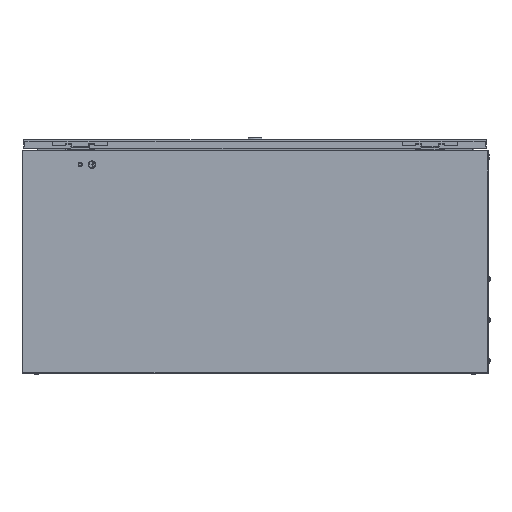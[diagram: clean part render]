
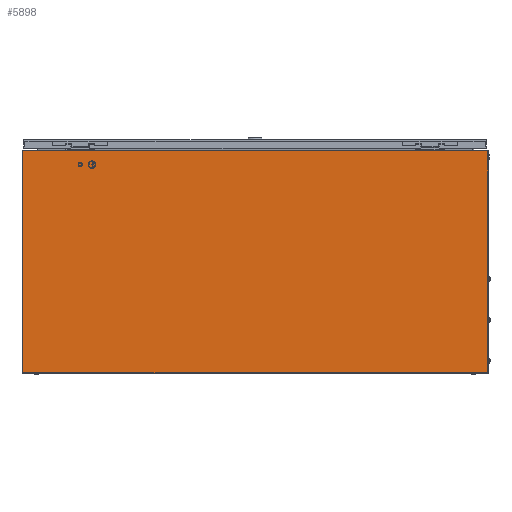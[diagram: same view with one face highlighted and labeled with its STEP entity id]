
A CAD part, left-side view. The second image highlights one B-rep face of the part: STEP entity #5898.
In plain terms, the highlighted planar face has unit normal (-1, 0, 0).
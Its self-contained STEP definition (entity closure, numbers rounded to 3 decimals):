
#5898 = ADVANCED_FACE ( 'NONE', ( #29807 ), #65584, .F. ) ;
#10187 = EDGE_CURVE ( 'NONE', #13323, #69650, #43348, .T. ) ;
#13323 = VERTEX_POINT ( 'NONE', #29929 ) ;
#18240 = ORIENTED_EDGE ( 'NONE', *, *, #55344, .F. ) ;
#19154 = DIRECTION ( 'NONE',  ( 0., 0., -1. ) ) ;
#20033 = CARTESIAN_POINT ( 'NONE',  ( 0., 800., 383. ) ) ;
#22927 = CARTESIAN_POINT ( 'NONE',  ( 0., 0., 383. ) ) ;
#23824 = LINE ( 'NONE', #60066, #76076 ) ;
#24019 = ORIENTED_EDGE ( 'NONE', *, *, #28193, .T. ) ;
#25278 = VERTEX_POINT ( 'NONE', #57450 ) ;
#28193 = EDGE_CURVE ( 'NONE', #88860, #13323, #81967, .T. ) ;
#29807 = FACE_OUTER_BOUND ( 'NONE', #69127, .T. ) ;
#29929 = CARTESIAN_POINT ( 'NONE',  ( 0., 800., 0. ) ) ;
#29967 = VECTOR ( 'NONE', #19154, 1000. ) ;
#38492 = EDGE_CURVE ( 'NONE', #25278, #69650, #23824, .T. ) ;
#43348 = LINE ( 'NONE', #78236, #89152 ) ;
#47717 = ORIENTED_EDGE ( 'NONE', *, *, #38492, .F. ) ;
#55344 = EDGE_CURVE ( 'NONE', #88860, #25278, #62066, .T. ) ;
#57450 = CARTESIAN_POINT ( 'NONE',  ( 0., 0., 383. ) ) ;
#57465 = ORIENTED_EDGE ( 'NONE', *, *, #10187, .T. ) ;
#58358 = CARTESIAN_POINT ( 'NONE',  ( 0., 0., 0. ) ) ;
#60066 = CARTESIAN_POINT ( 'NONE',  ( 0., 0., 383. ) ) ;
#60465 = CARTESIAN_POINT ( 'NONE',  ( 0., 800., 383. ) ) ;
#62066 = LINE ( 'NONE', #67992, #79009 ) ;
#65138 = DIRECTION ( 'NONE',  ( 0., 0., -1. ) ) ;
#65584 = PLANE ( 'NONE',  #74518 ) ;
#67992 = CARTESIAN_POINT ( 'NONE',  ( 0., 0., 383. ) ) ;
#69127 = EDGE_LOOP ( 'NONE', ( #57465, #47717, #18240, #24019 ) ) ;
#69650 = VERTEX_POINT ( 'NONE', #58358 ) ;
#72264 = DIRECTION ( 'NONE',  ( 0., -1., 0. ) ) ;
#74401 = DIRECTION ( 'NONE',  ( 0., -1., 0. ) ) ;
#74518 = AXIS2_PLACEMENT_3D ( 'NONE', #22927, #86691, #65138 ) ;
#76076 = VECTOR ( 'NONE', #88036, 1000. ) ;
#78236 = CARTESIAN_POINT ( 'NONE',  ( 0., 0., 0. ) ) ;
#79009 = VECTOR ( 'NONE', #74401, 1000. ) ;
#81967 = LINE ( 'NONE', #60465, #29967 ) ;
#86691 = DIRECTION ( 'NONE',  ( 1., 0., 0. ) ) ;
#88036 = DIRECTION ( 'NONE',  ( 0., 0., -1. ) ) ;
#88860 = VERTEX_POINT ( 'NONE', #20033 ) ;
#89152 = VECTOR ( 'NONE', #72264, 1000. ) ;
